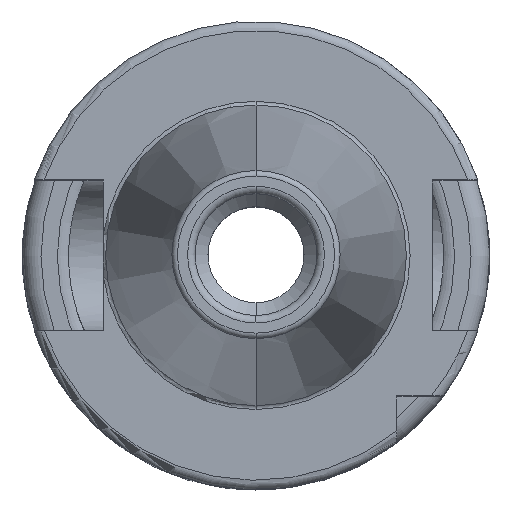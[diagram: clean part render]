
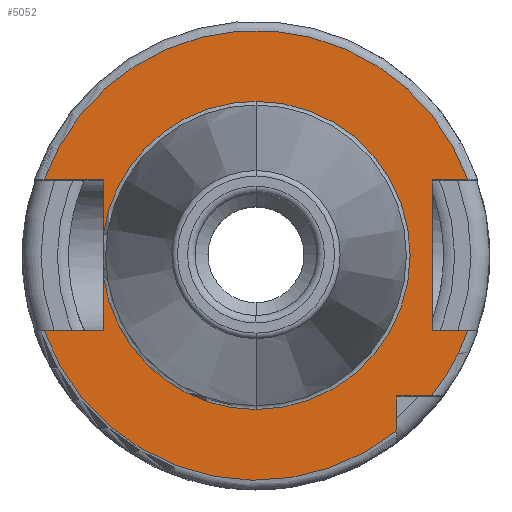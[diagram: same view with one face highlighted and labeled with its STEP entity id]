
A CAD part, top view. The second image highlights one B-rep face of the part: STEP entity #5052.
In plain terms, the highlighted planar face has unit normal (0, 0, 1).
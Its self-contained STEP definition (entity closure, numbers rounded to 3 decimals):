
#227=DIRECTION('',(1,0,0));
#228=VECTOR('',#227,6.31);
#229=CARTESIAN_POINT('',(-22.61,-8.05,15.9));
#230=LINE('',#229,#228);
#231=DIRECTION('',(0,1,0));
#232=VECTOR('',#231,5.834);
#233=CARTESIAN_POINT('',(-16.3,-8.05,15.9));
#234=LINE('',#233,#232);
#235=DIRECTION('',(0,1,0));
#236=VECTOR('',#235,5.834);
#237=CARTESIAN_POINT('',(-16.3,2.216,15.9));
#238=LINE('',#237,#236);
#239=DIRECTION('',(1,0,0));
#240=VECTOR('',#239,6.31);
#241=CARTESIAN_POINT('',(-22.61,8.05,15.9));
#242=LINE('',#241,#240);
#243=DIRECTION('',(-1,0,0));
#244=VECTOR('',#243,3.81);
#245=CARTESIAN_POINT('',(22.61,8.05,15.9));
#246=LINE('',#245,#244);
#247=DIRECTION('',(0,-1,0));
#248=VECTOR('',#247,16.1);
#249=CARTESIAN_POINT('',(18.8,8.05,15.9));
#250=LINE('',#249,#248);
#251=DIRECTION('',(-1,0,0));
#252=VECTOR('',#251,3.81);
#253=CARTESIAN_POINT('',(22.61,-8.05,15.9));
#254=LINE('',#253,#252);
#255=CARTESIAN_POINT('',(0,0,15.9));
#256=DIRECTION('',(0,0,1));
#257=DIRECTION('',(0.781,-0.625,0));
#258=AXIS2_PLACEMENT_3D('',#255,#256,#257);
#260=DIRECTION('',(-1,0,0));
#261=VECTOR('',#260,3.735);
#262=CARTESIAN_POINT('',(18.735,-15,15.9));
#263=LINE('',#262,#261);
#264=DIRECTION('',(0,1,0));
#265=VECTOR('',#264,3.735);
#266=CARTESIAN_POINT('',(15,-18.735,15.9));
#267=LINE('',#266,#265);
#882=CARTESIAN_POINT('',(0,0,15.9));
#883=DIRECTION('',(0,0,1));
#884=DIRECTION('',(0.942,0.335,0));
#885=AXIS2_PLACEMENT_3D('',#882,#883,#884);
#933=CARTESIAN_POINT('',(0,0,15.9));
#934=DIRECTION('',(0,0,1));
#935=DIRECTION('',(-0.942,-0.335,0));
#936=AXIS2_PLACEMENT_3D('',#933,#934,#935);
#965=CARTESIAN_POINT('',(0,0,15.9));
#966=DIRECTION('',(0,0,1));
#967=DIRECTION('',(0,1,0));
#968=AXIS2_PLACEMENT_3D('',#965,#966,#967);
#980=CARTESIAN_POINT('',(0,0,15.9));
#981=DIRECTION('',(0,0,1));
#982=DIRECTION('',(-0.991,-0.135,0));
#983=AXIS2_PLACEMENT_3D('',#980,#981,#982);
#985=CARTESIAN_POINT('',(0,0,15.9));
#986=DIRECTION('',(0,0,-1));
#987=DIRECTION('',(0,1,0));
#988=AXIS2_PLACEMENT_3D('',#985,#986,#987);
#3998=CARTESIAN_POINT('',(0,16.45,15.9));
#4000=VERTEX_POINT('',#3998);
#4020=CARTESIAN_POINT('',(0,-16.45,15.9));
#4022=VERTEX_POINT('',#4020);
#4110=CARTESIAN_POINT('',(-22.61,-8.05,15.9));
#4111=CARTESIAN_POINT('',(-16.3,-8.05,15.9));
#4112=VERTEX_POINT('',#4110);
#4113=VERTEX_POINT('',#4111);
#4114=CARTESIAN_POINT('',(-16.3,-2.216,15.9));
#4115=VERTEX_POINT('',#4114);
#4116=CARTESIAN_POINT('',(-16.3,2.216,15.9));
#4117=CARTESIAN_POINT('',(-16.3,8.05,15.9));
#4118=VERTEX_POINT('',#4116);
#4119=VERTEX_POINT('',#4117);
#4120=CARTESIAN_POINT('',(-22.61,8.05,15.9));
#4121=VERTEX_POINT('',#4120);
#4122=CARTESIAN_POINT('',(18.8,8.05,15.9));
#4123=CARTESIAN_POINT('',(18.8,-8.05,15.9));
#4124=VERTEX_POINT('',#4122);
#4125=VERTEX_POINT('',#4123);
#4126=CARTESIAN_POINT('',(22.61,-8.05,15.9));
#4127=VERTEX_POINT('',#4126);
#4128=CARTESIAN_POINT('',(22.61,8.05,15.9));
#4129=VERTEX_POINT('',#4128);
#4130=CARTESIAN_POINT('',(15,-18.735,15.9));
#4131=CARTESIAN_POINT('',(15,-15,15.9));
#4132=VERTEX_POINT('',#4130);
#4133=VERTEX_POINT('',#4131);
#4134=CARTESIAN_POINT('',(18.735,-15,15.9));
#4135=VERTEX_POINT('',#4134);
#5020=CARTESIAN_POINT('',(0,0,15.9));
#5021=DIRECTION('',(0,0,-1));
#5022=DIRECTION('',(0,-1,0));
#5023=AXIS2_PLACEMENT_3D('',#5020,#5021,#5022);
#5024=PLANE('',#5023);
#5026=ORIENTED_EDGE('',*,*,#5025,.T.);
#5028=ORIENTED_EDGE('',*,*,#5027,.T.);
#5030=ORIENTED_EDGE('',*,*,#5029,.T.);
#5032=ORIENTED_EDGE('',*,*,#5031,.F.);
#5034=ORIENTED_EDGE('',*,*,#5033,.T.);
#5036=ORIENTED_EDGE('',*,*,#5035,.T.);
#5038=ORIENTED_EDGE('',*,*,#5037,.F.);
#5040=ORIENTED_EDGE('',*,*,#5039,.F.);
#5041=ORIENTED_EDGE('',*,*,#4867,.T.);
#5042=ORIENTED_EDGE('',*,*,#4722,.T.);
#5043=ORIENTED_EDGE('',*,*,#4699,.F.);
#5045=ORIENTED_EDGE('',*,*,#5044,.F.);
#5046=ORIENTED_EDGE('',*,*,#4998,.T.);
#5047=ORIENTED_EDGE('',*,*,#4985,.F.);
#5049=ORIENTED_EDGE('',*,*,#5048,.F.);
#5050=EDGE_LOOP('',(#5026,#5028,#5030,#5032,#5034,#5036,#5038,#5040,#5041,#5042,
#5043,#5045,#5046,#5047,#5049));
#5051=FACE_OUTER_BOUND('',#5050,.F.);
#5052=ADVANCED_FACE('',(#5051),#5024,.F.);
#259=CIRCLE('',#258,24);
#886=CIRCLE('',#885,24);
#937=CIRCLE('',#936,24);
#969=CIRCLE('',#968,16.45);
#984=CIRCLE('',#983,16.45);
#989=CIRCLE('',#988,16.45);
#4699=EDGE_CURVE('',#4127,#4125,#254,.T.);
#4722=EDGE_CURVE('',#4124,#4125,#250,.T.);
#4867=EDGE_CURVE('',#4129,#4124,#246,.T.);
#4985=EDGE_CURVE('',#4132,#4133,#267,.T.);
#4998=EDGE_CURVE('',#4135,#4133,#263,.T.);
#5025=EDGE_CURVE('',#4112,#4113,#230,.T.);
#5027=EDGE_CURVE('',#4113,#4115,#234,.T.);
#5029=EDGE_CURVE('',#4115,#4022,#984,.T.);
#5031=EDGE_CURVE('',#4000,#4022,#989,.T.);
#5033=EDGE_CURVE('',#4000,#4118,#969,.T.);
#5035=EDGE_CURVE('',#4118,#4119,#238,.T.);
#5037=EDGE_CURVE('',#4121,#4119,#242,.T.);
#5039=EDGE_CURVE('',#4129,#4121,#886,.T.);
#5044=EDGE_CURVE('',#4135,#4127,#259,.T.);
#5048=EDGE_CURVE('',#4112,#4132,#937,.T.);
